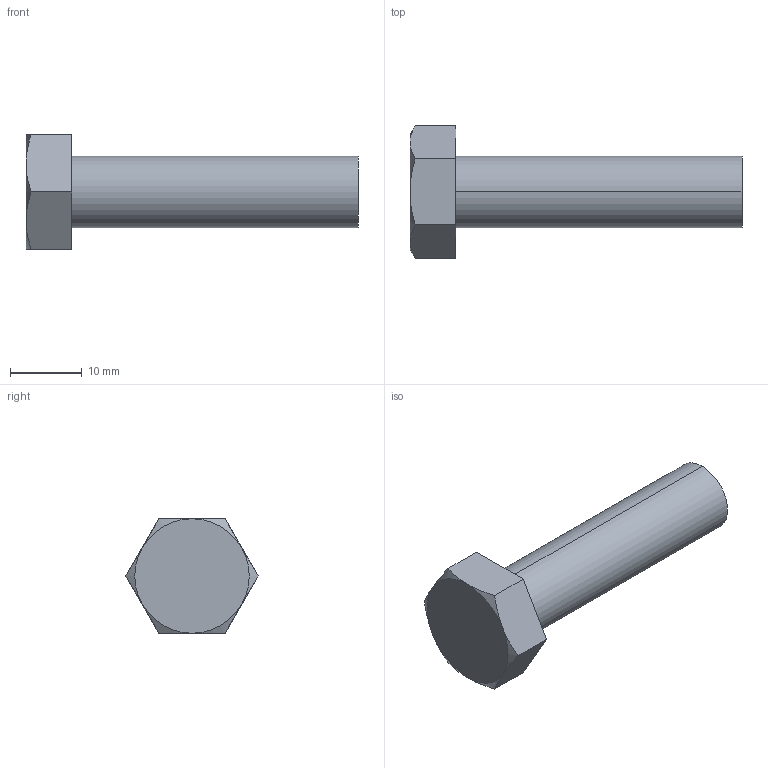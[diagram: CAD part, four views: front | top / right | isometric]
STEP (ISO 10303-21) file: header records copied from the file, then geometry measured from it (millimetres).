
FILE_DESCRIPTION (( 'STEP AP214' ), '1' );
FILE_NAME ('1488082.STEP', '2025-11-18T09:18:21', ( '' ), ( '' ), 'SwSTEP 2.0', 'SolidWorks 2024', '' );
FILE_SCHEMA (( 'AUTOMOTIVE_DESIGN' ));
Length unit declared in the file: millimetre
Products named in the file (1): 1488082
Bounding box: 46.4 x 18.48 x 16 mm (x, y, z)
Volume: 4556 mm3; surface area: 2044.4 mm2
Topology: 1 solids, 1 shells, 17 faces, 36 edges, 22 vertices
Faces by surface type: plane 9, cone 6, cylinder 2
Entity records: 523 total; most frequent: CARTESIAN_POINT 148, ORIENTED_EDGE 72, DIRECTION 70, EDGE_CURVE 36, AXIS2_PLACEMENT_3D 28, VERTEX_POINT 22, EDGE_LOOP 18, ADVANCED_FACE 17
